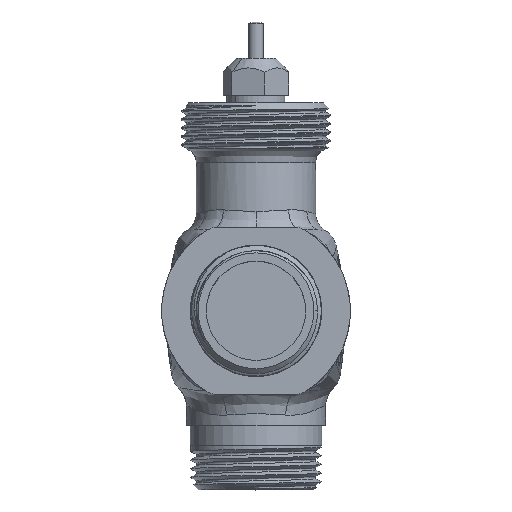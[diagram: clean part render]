
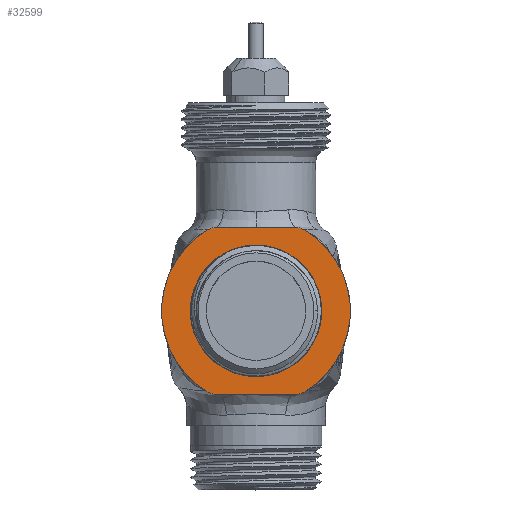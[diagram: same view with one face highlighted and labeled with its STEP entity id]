
A CAD part, top view. The second image highlights one B-rep face of the part: STEP entity #32599.
In plain terms, the highlighted planar face has unit normal (0, 0, 1).
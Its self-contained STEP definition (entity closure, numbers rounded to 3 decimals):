
#6008=CARTESIAN_POINT('',(0.,0.,22.5));
#6009=DIRECTION('',(0.,0.,-1.));
#6010=DIRECTION('',(-0.497,-0.868,0.));
#6011=AXIS2_PLACEMENT_3D('',#6008,#6009,#6010);
#6440=CARTESIAN_POINT('',(0.,0.,22.5));
#6441=DIRECTION('',(0.,0.,-1.));
#6442=DIRECTION('',(0.497,0.868,0.));
#6443=AXIS2_PLACEMENT_3D('',#6440,#6441,#6442);
#12016=DIRECTION('',(-1.,0.,0.));
#12017=VECTOR('',#12016,16.904);
#12018=CARTESIAN_POINT('',(8.452,-16.75,22.5));
#12019=LINE('',#12018,#12017);
#12035=CARTESIAN_POINT('',(0.,0.,22.5));
#12036=DIRECTION('',(0.,0.,1.));
#12037=DIRECTION('',(-1.,0.,0.));
#12038=AXIS2_PLACEMENT_3D('',#12035,#12036,#12037);
#12040=CARTESIAN_POINT('',(0.,0.,22.5));
#12041=DIRECTION('',(0.,0.,1.));
#12042=DIRECTION('',(1.,0.,0.));
#12043=AXIS2_PLACEMENT_3D('',#12040,#12041,#12042);
#12045=CARTESIAN_POINT('',(-8.452,-14.75,22.5));
#12046=DIRECTION('',(0.,0.,1.));
#12047=DIRECTION('',(-0.497,-0.868,0.));
#12048=AXIS2_PLACEMENT_3D('',#12045,#12046,#12047);
#12050=CARTESIAN_POINT('',(-8.452,14.75,22.5));
#12051=DIRECTION('',(0.,0.,1.));
#12052=DIRECTION('',(0.,1.,0.));
#12053=AXIS2_PLACEMENT_3D('',#12050,#12051,#12052);
#12055=CARTESIAN_POINT('',(8.452,14.75,22.5));
#12056=DIRECTION('',(0.,0.,1.));
#12057=DIRECTION('',(0.497,0.868,0.));
#12058=AXIS2_PLACEMENT_3D('',#12055,#12056,#12057);
#12060=CARTESIAN_POINT('',(8.452,-14.75,22.5));
#12061=DIRECTION('',(0.,0.,1.));
#12062=DIRECTION('',(0.,-1.,0.));
#12063=AXIS2_PLACEMENT_3D('',#12060,#12061,#12062);
#12902=DIRECTION('',(1.,0.,0.));
#12903=VECTOR('',#12902,16.904);
#12904=CARTESIAN_POINT('',(-8.452,16.75,22.5));
#12905=LINE('',#12904,#12903);
#16004=CARTESIAN_POINT('',(-13.25,0.,22.5));
#16005=CARTESIAN_POINT('',(13.25,0.,22.5));
#16006=VERTEX_POINT('',#16004);
#16007=VERTEX_POINT('',#16005);
#16271=CARTESIAN_POINT('',(-9.446,-16.485,22.5));
#16272=CARTESIAN_POINT('',(-8.452,-16.75,22.5));
#16273=VERTEX_POINT('',#16271);
#16274=VERTEX_POINT('',#16272);
#16279=CARTESIAN_POINT('',(8.452,-16.75,22.5));
#16280=CARTESIAN_POINT('',(9.446,-16.485,22.5));
#16281=VERTEX_POINT('',#16279);
#16282=VERTEX_POINT('',#16280);
#16287=CARTESIAN_POINT('',(9.446,16.485,22.5));
#16288=CARTESIAN_POINT('',(8.452,16.75,22.5));
#16289=VERTEX_POINT('',#16287);
#16290=VERTEX_POINT('',#16288);
#16295=CARTESIAN_POINT('',(-8.452,16.75,22.5));
#16296=CARTESIAN_POINT('',(-9.446,16.485,22.5));
#16297=VERTEX_POINT('',#16295);
#16298=VERTEX_POINT('',#16296);
#32574=CARTESIAN_POINT('',(0.,0.,22.5));
#32575=DIRECTION('',(0.,0.,-1.));
#32576=DIRECTION('',(-1.,0.,0.));
#32577=AXIS2_PLACEMENT_3D('',#32574,#32575,#32576);
#32578=PLANE('',#32577);
#32579=ORIENTED_EDGE('',*,*,#32566,.F.);
#32580=ORIENTED_EDGE('',*,*,#23955,.T.);
#32582=ORIENTED_EDGE('',*,*,#32581,.F.);
#32584=ORIENTED_EDGE('',*,*,#32583,.T.);
#32586=ORIENTED_EDGE('',*,*,#32585,.F.);
#32587=ORIENTED_EDGE('',*,*,#24495,.T.);
#32589=ORIENTED_EDGE('',*,*,#32588,.F.);
#32590=ORIENTED_EDGE('',*,*,#32551,.T.);
#32591=EDGE_LOOP('',(#32579,#32580,#32582,#32584,#32586,#32587,#32589,#32590));
#32592=FACE_OUTER_BOUND('',#32591,.F.);
#32594=ORIENTED_EDGE('',*,*,#32593,.T.);
#32596=ORIENTED_EDGE('',*,*,#32595,.T.);
#32597=EDGE_LOOP('',(#32594,#32596));
#32598=FACE_BOUND('',#32597,.F.);
#32599=ADVANCED_FACE('',(#32592,#32598),#32578,.F.);
#6012=CIRCLE('',#6011,19.);
#6444=CIRCLE('',#6443,19.);
#12039=CIRCLE('',#12038,13.25);
#12044=CIRCLE('',#12043,13.25);
#12049=CIRCLE('',#12048,2.);
#12054=CIRCLE('',#12053,2.);
#12059=CIRCLE('',#12058,2.);
#12064=CIRCLE('',#12063,2.);
#23955=EDGE_CURVE('',#16273,#16298,#6012,.T.);
#24495=EDGE_CURVE('',#16289,#16282,#6444,.T.);
#32551=EDGE_CURVE('',#16281,#16274,#12019,.T.);
#32566=EDGE_CURVE('',#16273,#16274,#12049,.T.);
#32581=EDGE_CURVE('',#16297,#16298,#12054,.T.);
#32583=EDGE_CURVE('',#16297,#16290,#12905,.T.);
#32585=EDGE_CURVE('',#16289,#16290,#12059,.T.);
#32588=EDGE_CURVE('',#16281,#16282,#12064,.T.);
#32593=EDGE_CURVE('',#16006,#16007,#12039,.T.);
#32595=EDGE_CURVE('',#16007,#16006,#12044,.T.);
